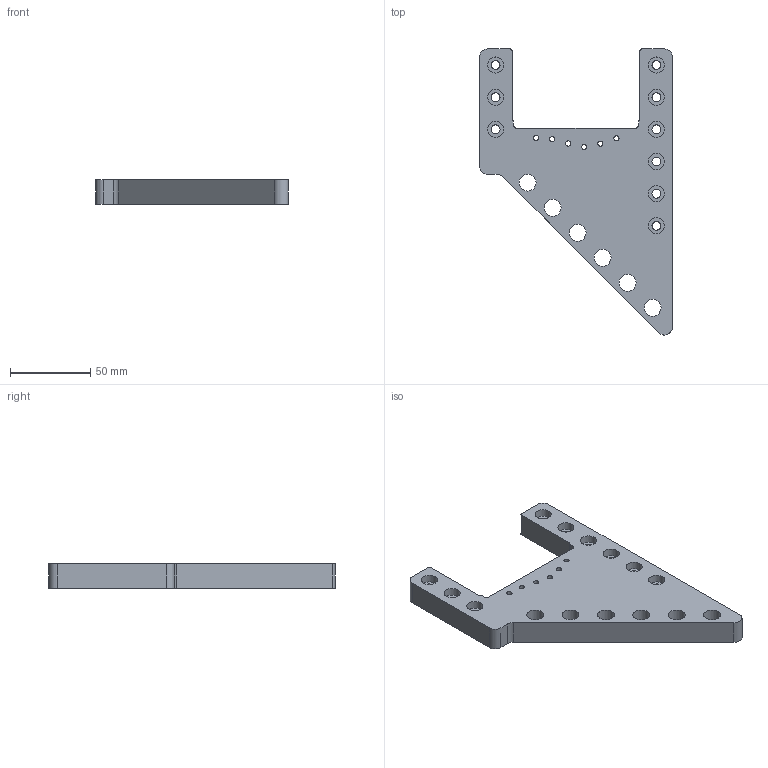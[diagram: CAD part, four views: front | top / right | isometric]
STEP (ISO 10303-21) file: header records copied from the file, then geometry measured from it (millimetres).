
FILE_DESCRIPTION(/* description */ ('STEP AP242','CAx-IF Rec.Pracs.---Representation and Presentation of Product Manufacturing Information (PMI)---4.0---2014-10-13','CAx-IF Rec.Pracs.---3D Tessellated Geometry---0.4---2014-09-14','2;1'),/* implementation_level */ '2;1');
FILE_NAME(/* name */ 'ExoGuitar - Headless Tuner Face Plate',/* time_stamp */ '2025-01-13T14:47:26Z',/* author */ (''),/* organization */ (''),/* preprocessor_version */ 'ST-DEVELOPER v20',/* originating_system */ 'ONSHAPE BY PTC INC, 1.192',/* authorisation */ ' ');
FILE_SCHEMA (('AP242_MANAGED_MODEL_BASED_3D_ENGINEERING_MIM_LF { 1 0 10303 442 1 1 4 }'));
Length unit declared in the file: metre
Products named in the file (1): Headless Tuner Face Plate
Bounding box: 120 x 177.92 x 15 mm (x, y, z)
Volume: 149573.3 mm3; surface area: 39932.6 mm2
Topology: 1 solids, 1 shells, 99 faces, 246 edges, 160 vertices
Faces by surface type: cylinder 55, plane 32, cone 12
Full cylindrical faces by diameter (mm): 3 x6, 3.2 x6, 4.5 x6, 5.5 x9, 10 x9, 10.5 x6
Entity records: 2726 total; most frequent: DIRECTION 490, CARTESIAN_POINT 434, ORIENTED_EDGE 360, FACE_BOUND 212, AXIS2_PLACEMENT_3D 210, EDGE_LOOP 206, EDGE_CURVE 180, VERTEX_POINT 154
